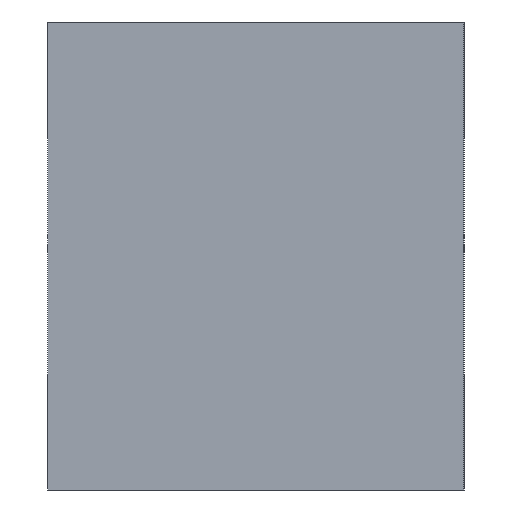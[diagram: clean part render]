
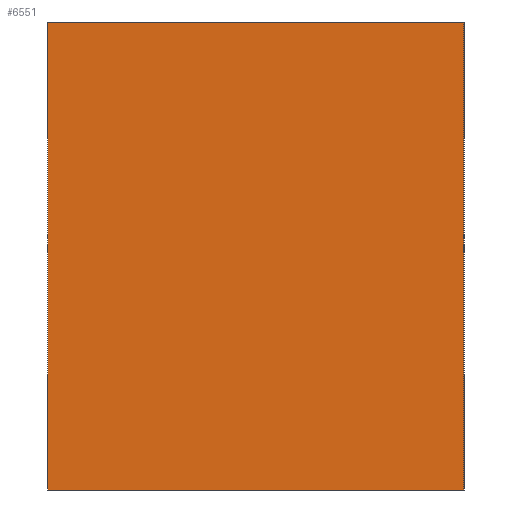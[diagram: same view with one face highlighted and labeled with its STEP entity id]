
A CAD part, left-side view. The second image highlights one B-rep face of the part: STEP entity #6551.
In plain terms, the highlighted planar face has unit normal (-1, 0, 0).
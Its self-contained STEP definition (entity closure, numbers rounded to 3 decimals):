
#66=PLANE('',#7001);
#518=FACE_OUTER_BOUND('',#906,.T.);
#906=EDGE_LOOP('',(#5804,#5805,#5806,#5807));
#1830=LINE('',#28091,#2185);
#1833=LINE('',#28097,#2188);
#1838=LINE('',#28106,#2193);
#1843=LINE('',#28114,#2198);
#2185=VECTOR('',#8204,10.);
#2188=VECTOR('',#8209,10.);
#2193=VECTOR('',#8218,10.);
#2198=VECTOR('',#8225,10.);
#2822=VERTEX_POINT('',#28088);
#2823=VERTEX_POINT('',#28090);
#2824=VERTEX_POINT('',#28094);
#2825=VERTEX_POINT('',#28096);
#3816=EDGE_CURVE('',#2823,#2822,#1830,.T.);
#3819=EDGE_CURVE('',#2825,#2824,#1833,.T.);
#3824=EDGE_CURVE('',#2824,#2823,#1838,.T.);
#3829=EDGE_CURVE('',#2822,#2825,#1843,.T.);
#5804=ORIENTED_EDGE('',*,*,#3819,.T.);
#5805=ORIENTED_EDGE('',*,*,#3824,.T.);
#5806=ORIENTED_EDGE('',*,*,#3816,.T.);
#5807=ORIENTED_EDGE('',*,*,#3829,.T.);
#6551=ADVANCED_FACE('',(#518),#66,.T.);
#7001=AXIS2_PLACEMENT_3D('',#28115,#8226,#8227);
#8204=DIRECTION('',(0.,0.,1.));
#8209=DIRECTION('',(0.,0.,-1.));
#8218=DIRECTION('',(0.,-1.,0.));
#8225=DIRECTION('',(0.,1.,0.));
#8226=DIRECTION('center_axis',(-1.,0.,0.));
#8227=DIRECTION('ref_axis',(0.,0.,1.));
#28088=CARTESIAN_POINT('',(-75.,-20.,22.5));
#28090=CARTESIAN_POINT('',(-75.,-20.,-22.5));
#28091=CARTESIAN_POINT('',(-75.,-20.,-22.5));
#28094=CARTESIAN_POINT('',(-75.,20.,-22.5));
#28096=CARTESIAN_POINT('',(-75.,20.,22.5));
#28097=CARTESIAN_POINT('',(-75.,20.,22.5));
#28106=CARTESIAN_POINT('',(-75.,20.,-22.5));
#28114=CARTESIAN_POINT('',(-75.,-20.,22.5));
#28115=CARTESIAN_POINT('Origin',(-75.,0.,0.));
